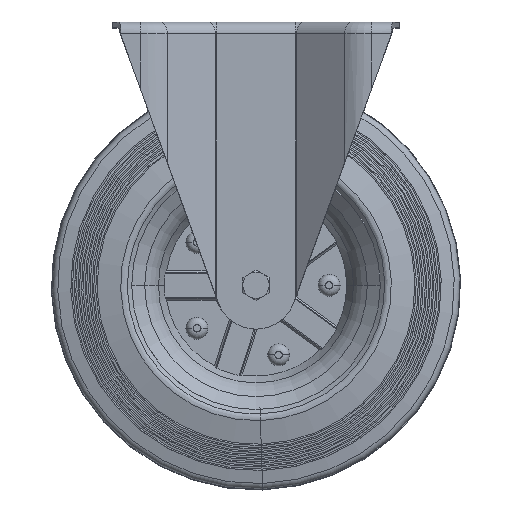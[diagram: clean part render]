
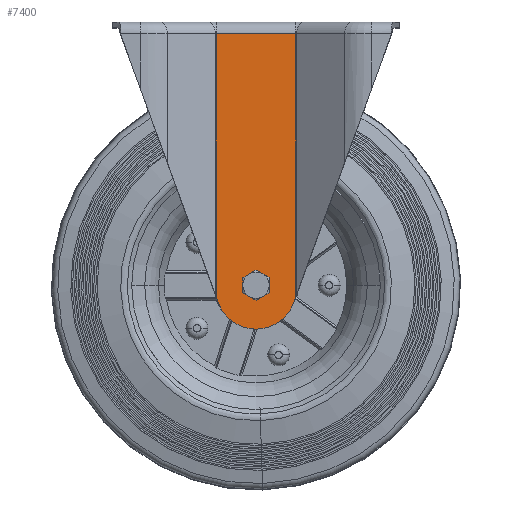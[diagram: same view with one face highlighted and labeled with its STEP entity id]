
A CAD part, top view. The second image highlights one B-rep face of the part: STEP entity #7400.
In plain terms, the highlighted planar face has unit normal (0, 0, 1).
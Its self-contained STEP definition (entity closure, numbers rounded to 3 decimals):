
#85 = ORIENTED_EDGE ( 'NONE', *, *, #6984, .T. ) ;
#92 = VERTEX_POINT ( 'NONE', #1369 ) ;
#188 = LINE ( 'NONE', #14771, #7114 ) ;
#399 = ORIENTED_EDGE ( 'NONE', *, *, #14835, .T. ) ;
#563 = DIRECTION ( 'NONE',  ( 0., -1., 0. ) ) ;
#745 = CARTESIAN_POINT ( 'NONE',  ( -25.842, -191.906, 49. ) ) ;
#1369 = CARTESIAN_POINT ( 'NONE',  ( 6.25, -180., 49. ) ) ;
#1493 = EDGE_CURVE ( 'NONE', #19851, #5697, #11899, .T. ) ;
#2393 = EDGE_CURVE ( 'NONE', #92, #4023, #10716, .T. ) ;
#2854 = CARTESIAN_POINT ( 'NONE',  ( 0., -180., 49. ) ) ;
#3689 = CARTESIAN_POINT ( 'NONE',  ( 25.842, -191.906, 49. ) ) ;
#3899 = CARTESIAN_POINT ( 'NONE',  ( -20.22, -207.35, 49. ) ) ;
#4023 = VERTEX_POINT ( 'NONE', #20574 ) ;
#4049 = CARTESIAN_POINT ( 'NONE',  ( -27.165, -188.268, 49. ) ) ;
#4336 = VECTOR ( 'NONE', #563, 1000. ) ;
#4445 = CARTESIAN_POINT ( 'NONE',  ( -27.5, -210., 49. ) ) ;
#4561 = DIRECTION ( 'NONE',  ( 1., 0., 0. ) ) ;
#5213 = CARTESIAN_POINT ( 'NONE',  ( -27.165, -8., 49. ) ) ;
#5217 = CARTESIAN_POINT ( 'NONE',  ( 27.165, -188.268, 49. ) ) ;
#5564 = DIRECTION ( 'NONE',  ( -0.342, 0.94, 0. ) ) ;
#5697 = VERTEX_POINT ( 'NONE', #4049 ) ;
#5979 = EDGE_CURVE ( 'NONE', #9459, #19851, #12277, .T. ) ;
#6142 = DIRECTION ( 'NONE',  ( 1., 0., 0. ) ) ;
#6378 = EDGE_CURVE ( 'NONE', #4023, #92, #21724, .T. ) ;
#6984 = EDGE_CURVE ( 'NONE', #9459, #20831, #188, .T. ) ;
#7070 = EDGE_LOOP ( 'NONE', ( #15637, #85, #11141, #399, #15999, #21267 ) ) ;
#7114 = VECTOR ( 'NONE', #19988, 1000. ) ;
#7144 = VECTOR ( 'NONE', #17238, 1000. ) ;
#7362 = VECTOR ( 'NONE', #5564, 1000. ) ;
#7400 = ADVANCED_FACE ( 'NONE', ( #19267, #10590 ), #19854, .T. ) ;
#8245 = CARTESIAN_POINT ( 'NONE',  ( 27.165, 0., 49. ) ) ;
#8305 = CARTESIAN_POINT ( 'NONE',  ( 0., -182.5, 49. ) ) ;
#8478 = VECTOR ( 'NONE', #22032, 1000. ) ;
#8491 = CARTESIAN_POINT ( 'NONE',  ( 0., -180., 49. ) ) ;
#8649 = CARTESIAN_POINT ( 'NONE',  ( -27.165, -8., 49. ) ) ;
#9459 = VERTEX_POINT ( 'NONE', #3689 ) ;
#10019 = DIRECTION ( 'NONE',  ( 1., 0., 0. ) ) ;
#10171 = CARTESIAN_POINT ( 'NONE',  ( 27.165, -8., 49. ) ) ;
#10187 = DIRECTION ( 'NONE',  ( 1., 0., 0. ) ) ;
#10322 = EDGE_CURVE ( 'NONE', #20831, #18623, #17666, .T. ) ;
#10590 = FACE_OUTER_BOUND ( 'NONE', #7070, .T. ) ;
#10716 = CIRCLE ( 'NONE', #16808, 6.25 ) ;
#11141 = ORIENTED_EDGE ( 'NONE', *, *, #10322, .T. ) ;
#11899 = LINE ( 'NONE', #3899, #7362 ) ;
#12277 = CIRCLE ( 'NONE', #15783, 27.5 ) ;
#13964 = ORIENTED_EDGE ( 'NONE', *, *, #6378, .F. ) ;
#14771 = CARTESIAN_POINT ( 'NONE',  ( 13.786, -225.027, 49. ) ) ;
#14835 = EDGE_CURVE ( 'NONE', #18623, #19693, #20350, .T. ) ;
#14849 = DIRECTION ( 'NONE',  ( 0., 0., 1. ) ) ;
#15076 = LINE ( 'NONE', #17721, #4336 ) ;
#15637 = ORIENTED_EDGE ( 'NONE', *, *, #5979, .F. ) ;
#15783 = AXIS2_PLACEMENT_3D ( 'NONE', #8305, #20372, #10019 ) ;
#15999 = ORIENTED_EDGE ( 'NONE', *, *, #19354, .T. ) ;
#16144 = AXIS2_PLACEMENT_3D ( 'NONE', #4445, #16438, #6142 ) ;
#16438 = DIRECTION ( 'NONE',  ( 0., 0., 1. ) ) ;
#16808 = AXIS2_PLACEMENT_3D ( 'NONE', #8491, #20555, #10187 ) ;
#17238 = DIRECTION ( 'NONE',  ( -1., 0., 0. ) ) ;
#17666 = LINE ( 'NONE', #8245, #8478 ) ;
#17721 = CARTESIAN_POINT ( 'NONE',  ( -27.165, -210., 49. ) ) ;
#18623 = VERTEX_POINT ( 'NONE', #10171 ) ;
#19267 = FACE_BOUND ( 'NONE', #22209, .T. ) ;
#19354 = EDGE_CURVE ( 'NONE', #19693, #5697, #15076, .T. ) ;
#19693 = VERTEX_POINT ( 'NONE', #8649 ) ;
#19851 = VERTEX_POINT ( 'NONE', #745 ) ;
#19854 = PLANE ( 'NONE',  #16144 ) ;
#19988 = DIRECTION ( 'NONE',  ( 0.342, 0.94, 0. ) ) ;
#20203 = ORIENTED_EDGE ( 'NONE', *, *, #2393, .F. ) ;
#20350 = LINE ( 'NONE', #5213, #7144 ) ;
#20372 = DIRECTION ( 'NONE',  ( 0., 0., -1. ) ) ;
#20555 = DIRECTION ( 'NONE',  ( 0., 0., 1. ) ) ;
#20574 = CARTESIAN_POINT ( 'NONE',  ( -6.25, -180., 49. ) ) ;
#20831 = VERTEX_POINT ( 'NONE', #5217 ) ;
#21267 = ORIENTED_EDGE ( 'NONE', *, *, #1493, .F. ) ;
#21724 = CIRCLE ( 'NONE', #21857, 6.25 ) ;
#21857 = AXIS2_PLACEMENT_3D ( 'NONE', #2854, #14849, #4561 ) ;
#22032 = DIRECTION ( 'NONE',  ( 0., 1., 0. ) ) ;
#22209 = EDGE_LOOP ( 'NONE', ( #20203, #13964 ) ) ;
